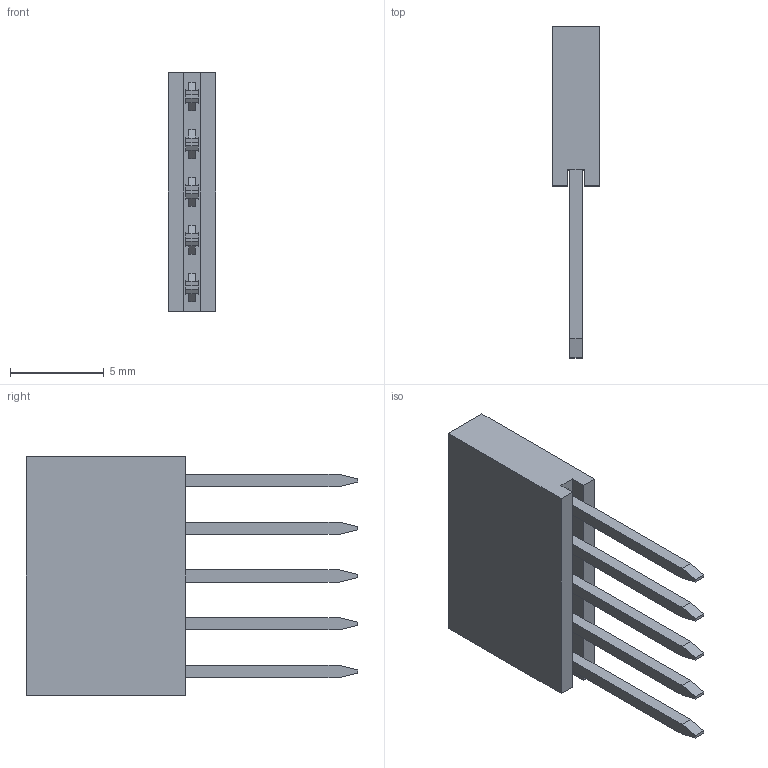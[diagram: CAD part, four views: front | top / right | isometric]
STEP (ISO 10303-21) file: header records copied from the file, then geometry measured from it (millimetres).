
FILE_DESCRIPTION (( 'STEP AP214' ), '1' );
FILE_NAME ('1x5.STEP', '2019-03-31T20:02:17', ( '' ), ( '' ), 'SwSTEP 2.0', 'SolidWorks 2014', '' );
FILE_SCHEMA (( 'AUTOMOTIVE_DESIGN' ));
Length unit declared in the file: millimetre
Products named in the file (1): 1x5
Bounding box: 2.54 x 17.64 x 12.7 mm (x, y, z)
Volume: 277.7 mm3; surface area: 759 mm2
Topology: 6 solids, 6 shells, 180 faces, 484 edges, 316 vertices
Faces by surface type: plane 175, cylinder 5
Entity records: 7203 total; most frequent: CARTESIAN_POINT 981, ORIENTED_EDGE 968, DIRECTION 856, EDGE_CURVE 484, VECTOR 474, LINE 474, VERTEX_POINT 316, AXIS2_PLACEMENT_3D 191
